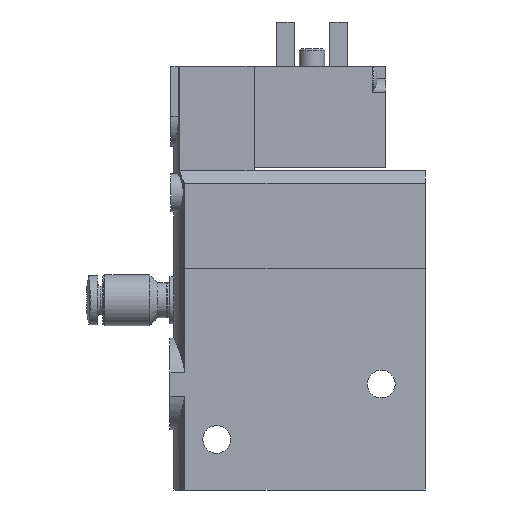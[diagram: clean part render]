
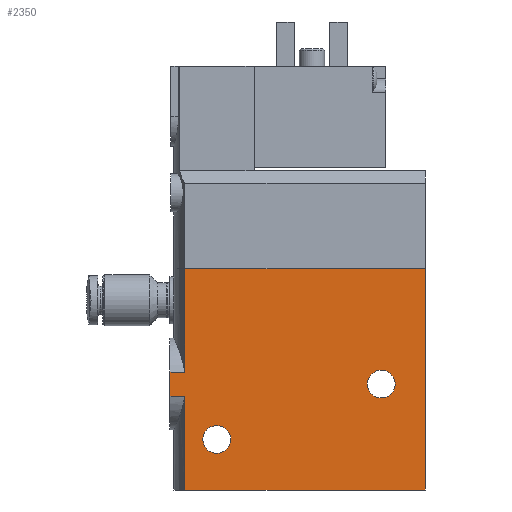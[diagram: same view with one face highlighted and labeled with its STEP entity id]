
A CAD part, left-side view. The second image highlights one B-rep face of the part: STEP entity #2350.
In plain terms, the highlighted face is planar.
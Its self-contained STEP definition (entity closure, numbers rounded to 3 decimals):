
#180=LINE('',#3766,#343);
#183=LINE('',#3775,#346);
#184=LINE('',#3787,#347);
#186=LINE('',#3804,#349);
#193=LINE('',#3835,#356);
#195=LINE('',#3843,#358);
#198=LINE('',#3856,#361);
#199=LINE('',#3857,#362);
#343=VECTOR('',#3050,1000.);
#346=VECTOR('',#3057,1000.);
#347=VECTOR('',#3060,1000.);
#349=VECTOR('',#3066,1000.);
#356=VECTOR('',#3085,1000.);
#358=VECTOR('',#3093,1000.);
#361=VECTOR('',#3108,1000.);
#362=VECTOR('',#3109,1000.);
#554=ORIENTED_EDGE('',*,*,#1192,.T.);
#555=ORIENTED_EDGE('',*,*,#1193,.T.);
#556=ORIENTED_EDGE('',*,*,#1168,.T.);
#557=ORIENTED_EDGE('',*,*,#1187,.F.);
#558=ORIENTED_EDGE('',*,*,#1194,.F.);
#559=ORIENTED_EDGE('',*,*,#1162,.T.);
#560=ORIENTED_EDGE('',*,*,#1195,.T.);
#561=ORIENTED_EDGE('',*,*,#1183,.F.);
#562=ORIENTED_EDGE('',*,*,#1166,.T.);
#563=ORIENTED_EDGE('',*,*,#1172,.T.);
#1162=EDGE_CURVE('',#1490,#1489,#180,.T.);
#1166=EDGE_CURVE('',#1494,#1493,#183,.F.);
#1168=EDGE_CURVE('',#1495,#1496,#184,.T.);
#1172=EDGE_CURVE('',#1493,#1495,#186,.T.);
#1183=EDGE_CURVE('',#1494,#1506,#193,.T.);
#1187=EDGE_CURVE('',#1508,#1496,#195,.T.);
#1192=EDGE_CURVE('',#1511,#1511,#1727,.T.);
#1193=EDGE_CURVE('',#1512,#1512,#1728,.T.);
#1194=EDGE_CURVE('',#1490,#1508,#198,.T.);
#1195=EDGE_CURVE('',#1489,#1506,#199,.T.);
#1489=VERTEX_POINT('',#3765);
#1490=VERTEX_POINT('',#3767);
#1493=VERTEX_POINT('',#3774);
#1494=VERTEX_POINT('',#3776);
#1495=VERTEX_POINT('',#3788);
#1496=VERTEX_POINT('',#3789);
#1506=VERTEX_POINT('',#3836);
#1508=VERTEX_POINT('',#3842);
#1511=VERTEX_POINT('',#3853);
#1512=VERTEX_POINT('',#3855);
#1727=CIRCLE('',#2786,2.2);
#1728=CIRCLE('',#2787,2.2);
#1842=EDGE_LOOP('',(#554));
#1843=EDGE_LOOP('',(#555));
#1844=EDGE_LOOP('',(#556,#557,#558,#559,#560,#561,#562,#563));
#2064=FACE_BOUND('',#1842,.T.);
#2065=FACE_BOUND('',#1843,.T.);
#2066=FACE_BOUND('',#1844,.T.);
#2275=PLANE('',#2785);
#2350=ADVANCED_FACE('',(#2064,#2065,#2066),#2275,.F.);
#2785=AXIS2_PLACEMENT_3D('',#3851,#3102,#3103);
#2786=AXIS2_PLACEMENT_3D('',#3852,#3104,#3105);
#2787=AXIS2_PLACEMENT_3D('',#3854,#3106,#3107);
#3050=DIRECTION('',(-1.,0.,0.));
#3057=DIRECTION('',(0.,-1.,0.));
#3060=DIRECTION('',(0.,-1.,0.));
#3066=DIRECTION('',(1.,0.,0.));
#3085=DIRECTION('',(-1.,0.,0.));
#3093=DIRECTION('',(-1.,0.,0.));
#3102=DIRECTION('',(0.,0.,1.));
#3103=DIRECTION('',(1.,0.,0.));
#3104=DIRECTION('',(0.,0.,1.));
#3105=DIRECTION('',(1.,0.,0.));
#3106=DIRECTION('',(0.,0.,1.));
#3107=DIRECTION('',(1.,0.,0.));
#3108=DIRECTION('',(0.,1.,0.));
#3109=DIRECTION('',(0.,1.,0.));
#3765=CARTESIAN_POINT('',(0.,0.,-7.));
#3766=CARTESIAN_POINT('',(35.,0.,-7.));
#3767=CARTESIAN_POINT('',(35.,0.,-7.));
#3774=CARTESIAN_POINT('',(16.363,40.4,-7.));
#3775=CARTESIAN_POINT('',(16.363,0.,-7.));
#3776=CARTESIAN_POINT('',(16.363,38.066,-7.));
#3787=CARTESIAN_POINT('',(20.137,0.,-7.));
#3788=CARTESIAN_POINT('',(20.137,40.4,-7.));
#3789=CARTESIAN_POINT('',(20.137,38.066,-7.));
#3804=CARTESIAN_POINT('',(18.25,40.4,-7.));
#3835=CARTESIAN_POINT('',(35.,38.066,-7.));
#3836=CARTESIAN_POINT('',(0.,38.066,-7.));
#3842=CARTESIAN_POINT('',(35.,38.066,-7.));
#3843=CARTESIAN_POINT('',(35.,38.066,-7.));
#3851=CARTESIAN_POINT('',(35.,0.,-7.));
#3852=CARTESIAN_POINT('',(18.25,7.,-7.));
#3853=CARTESIAN_POINT('',(20.45,7.,-7.));
#3854=CARTESIAN_POINT('',(27.,33.,-7.));
#3855=CARTESIAN_POINT('',(29.2,33.,-7.));
#3856=CARTESIAN_POINT('',(35.,0.,-7.));
#3857=CARTESIAN_POINT('',(0.,0.,-7.));
